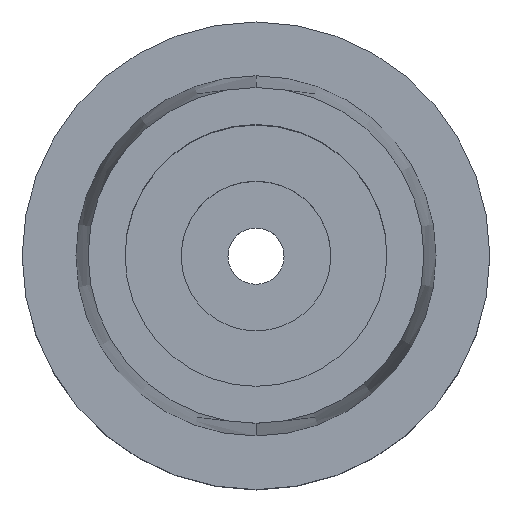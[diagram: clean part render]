
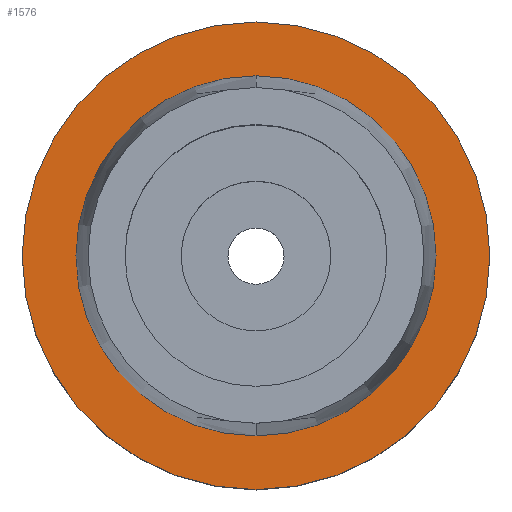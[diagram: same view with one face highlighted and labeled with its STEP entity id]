
A CAD part, top view. The second image highlights one B-rep face of the part: STEP entity #1576.
In plain terms, the highlighted planar face has unit normal (0, 0, 1).
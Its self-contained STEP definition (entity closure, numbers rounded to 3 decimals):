
#35 = EDGE_CURVE ( 'NONE', #2283, #734, #2489, .T. ) ;
#99 = ORIENTED_EDGE ( 'NONE', *, *, #35, .F. ) ;
#204 = CIRCLE ( 'NONE', #431, 9.625 ) ;
#224 = DIRECTION ( 'NONE',  ( 0., 1., 0. ) ) ;
#323 = DIRECTION ( 'NONE',  ( 0., 1., 0. ) ) ;
#370 = CARTESIAN_POINT ( 'NONE',  ( 0., 0., 0. ) ) ;
#431 = AXIS2_PLACEMENT_3D ( 'NONE', #1465, #2096, #224 ) ;
#506 = AXIS2_PLACEMENT_3D ( 'NONE', #370, #750, #2621 ) ;
#524 = DIRECTION ( 'NONE',  ( 0., 0., -1. ) ) ;
#671 = CIRCLE ( 'NONE', #2420, 12.5 ) ;
#705 = FACE_BOUND ( 'NONE', #1975, .T. ) ;
#734 = VERTEX_POINT ( 'NONE', #1881 ) ;
#744 = VERTEX_POINT ( 'NONE', #982 ) ;
#750 = DIRECTION ( 'NONE',  ( 0., 0., 1. ) ) ;
#838 = EDGE_LOOP ( 'NONE', ( #2095, #2452 ) ) ;
#982 = CARTESIAN_POINT ( 'NONE',  ( 0., 12.5, 0. ) ) ;
#1003 = DIRECTION ( 'NONE',  ( 0., 0., 1. ) ) ;
#1038 = AXIS2_PLACEMENT_3D ( 'NONE', #2613, #2210, #2178 ) ;
#1063 = EDGE_CURVE ( 'NONE', #2083, #744, #1435, .T. ) ;
#1400 = CARTESIAN_POINT ( 'NONE',  ( 0., -9.625, 0. ) ) ;
#1435 = CIRCLE ( 'NONE', #1038, 12.5 ) ;
#1465 = CARTESIAN_POINT ( 'NONE',  ( 0., 0., 0. ) ) ;
#1576 = ADVANCED_FACE ( 'NONE', ( #2580, #705 ), #2243, .T. ) ;
#1881 = CARTESIAN_POINT ( 'NONE',  ( 0., 9.625, 0. ) ) ;
#1899 = ORIENTED_EDGE ( 'NONE', *, *, #1905, .F. ) ;
#1905 = EDGE_CURVE ( 'NONE', #734, #2283, #204, .T. ) ;
#1975 = EDGE_LOOP ( 'NONE', ( #1899, #99 ) ) ;
#2083 = VERTEX_POINT ( 'NONE', #2160 ) ;
#2095 = ORIENTED_EDGE ( 'NONE', *, *, #2146, .F. ) ;
#2096 = DIRECTION ( 'NONE',  ( 0., 0., 1. ) ) ;
#2146 = EDGE_CURVE ( 'NONE', #744, #2083, #671, .T. ) ;
#2158 = AXIS2_PLACEMENT_3D ( 'NONE', #2497, #1003, #2518 ) ;
#2160 = CARTESIAN_POINT ( 'NONE',  ( 0., -12.5, 0. ) ) ;
#2178 = DIRECTION ( 'NONE',  ( 0., -1., 0. ) ) ;
#2210 = DIRECTION ( 'NONE',  ( 0., 0., -1. ) ) ;
#2243 = PLANE ( 'NONE',  #506 ) ;
#2283 = VERTEX_POINT ( 'NONE', #1400 ) ;
#2420 = AXIS2_PLACEMENT_3D ( 'NONE', #2465, #524, #323 ) ;
#2452 = ORIENTED_EDGE ( 'NONE', *, *, #1063, .F. ) ;
#2465 = CARTESIAN_POINT ( 'NONE',  ( 0., 0., 0. ) ) ;
#2489 = CIRCLE ( 'NONE', #2158, 9.625 ) ;
#2497 = CARTESIAN_POINT ( 'NONE',  ( 0., 0., 0. ) ) ;
#2518 = DIRECTION ( 'NONE',  ( 0., -1., 0. ) ) ;
#2580 = FACE_OUTER_BOUND ( 'NONE', #838, .T. ) ;
#2613 = CARTESIAN_POINT ( 'NONE',  ( 0., 0., 0. ) ) ;
#2621 = DIRECTION ( 'NONE',  ( 1., 0., 0. ) ) ;
